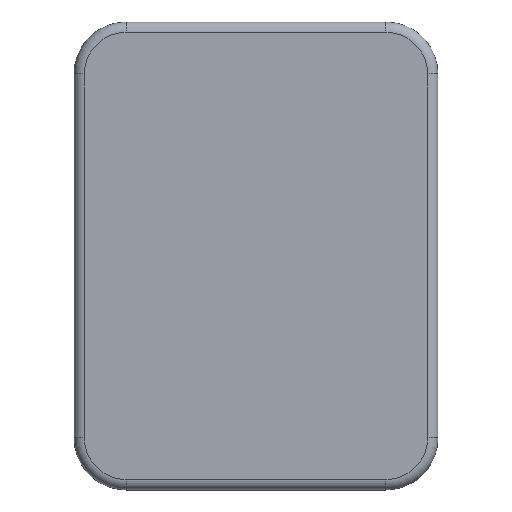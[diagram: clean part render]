
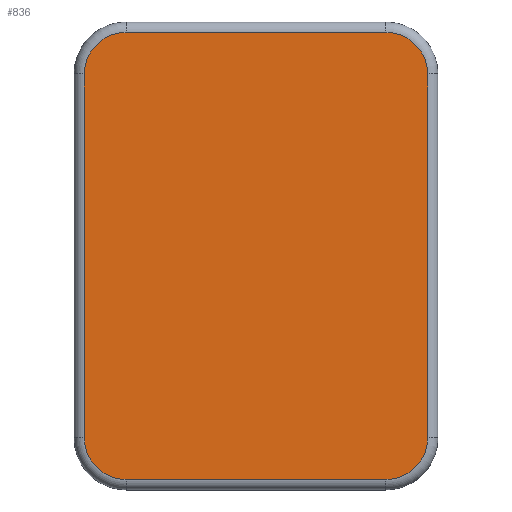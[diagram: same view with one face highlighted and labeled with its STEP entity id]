
A CAD part, top view. The second image highlights one B-rep face of the part: STEP entity #836.
In plain terms, the highlighted planar face has unit normal (0, 0, 1).
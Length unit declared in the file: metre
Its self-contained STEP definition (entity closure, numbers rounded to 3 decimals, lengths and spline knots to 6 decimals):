
#34=CIRCLE('',#920,0.008);
#35=CIRCLE('',#921,0.008);
#36=CIRCLE('',#922,0.008);
#37=CIRCLE('',#923,0.008);
#134=ORIENTED_EDGE('',*,*,#354,.T.);
#135=ORIENTED_EDGE('',*,*,#355,.T.);
#136=ORIENTED_EDGE('',*,*,#356,.T.);
#137=ORIENTED_EDGE('',*,*,#357,.T.);
#138=ORIENTED_EDGE('',*,*,#358,.T.);
#139=ORIENTED_EDGE('',*,*,#359,.T.);
#140=ORIENTED_EDGE('',*,*,#360,.T.);
#141=ORIENTED_EDGE('',*,*,#361,.T.);
#354=EDGE_CURVE('',#460,#461,#534,.T.);
#355=EDGE_CURVE('',#461,#462,#34,.T.);
#356=EDGE_CURVE('',#462,#463,#535,.T.);
#357=EDGE_CURVE('',#463,#464,#35,.T.);
#358=EDGE_CURVE('',#464,#465,#536,.F.);
#359=EDGE_CURVE('',#465,#466,#36,.T.);
#360=EDGE_CURVE('',#466,#467,#537,.F.);
#361=EDGE_CURVE('',#467,#460,#37,.T.);
#460=VERTEX_POINT('',#1364);
#461=VERTEX_POINT('',#1365);
#462=VERTEX_POINT('',#1367);
#463=VERTEX_POINT('',#1369);
#464=VERTEX_POINT('',#1371);
#465=VERTEX_POINT('',#1373);
#466=VERTEX_POINT('',#1375);
#467=VERTEX_POINT('',#1377);
#534=LINE('',#1363,#594);
#535=LINE('',#1368,#595);
#536=LINE('',#1372,#596);
#537=LINE('',#1376,#597);
#594=VECTOR('',#1071,1.);
#595=VECTOR('',#1074,1.);
#596=VECTOR('',#1077,1.);
#597=VECTOR('',#1080,1.);
#646=EDGE_LOOP('',(#134,#135,#136,#137,#138,#139,#140,#141));
#728=FACE_BOUND('',#646,.T.);
#806=PLANE('',#919);
#836=ADVANCED_FACE('',(#728),#806,.T.);
#919=AXIS2_PLACEMENT_3D('',#1362,#1069,#1070);
#920=AXIS2_PLACEMENT_3D('',#1366,#1072,#1073);
#921=AXIS2_PLACEMENT_3D('',#1370,#1075,#1076);
#922=AXIS2_PLACEMENT_3D('',#1374,#1078,#1079);
#923=AXIS2_PLACEMENT_3D('',#1378,#1081,#1082);
#1069=DIRECTION('',(0.,0.,1.));
#1070=DIRECTION('',(1.,0.,0.));
#1071=DIRECTION('',(-1.,0.,0.));
#1072=DIRECTION('',(0.,0.,1.));
#1073=DIRECTION('',(1.,0.,0.));
#1074=DIRECTION('',(0.,-1.,0.));
#1075=DIRECTION('',(0.,0.,1.));
#1076=DIRECTION('',(1.,0.,0.));
#1077=DIRECTION('',(-1.,0.,0.));
#1078=DIRECTION('',(0.,0.,1.));
#1079=DIRECTION('',(1.,0.,0.));
#1080=DIRECTION('',(0.,-1.,0.));
#1081=DIRECTION('',(0.,0.,1.));
#1082=DIRECTION('',(1.,0.,0.));
#1362=CARTESIAN_POINT('',(0.,0.,0.02));
#1363=CARTESIAN_POINT('',(-0.025,0.043,0.02));
#1364=CARTESIAN_POINT('',(0.025,0.043,0.02));
#1365=CARTESIAN_POINT('',(-0.025,0.043,0.02));
#1366=CARTESIAN_POINT('',(-0.025,0.035,0.02));
#1367=CARTESIAN_POINT('',(-0.033,0.035,0.02));
#1368=CARTESIAN_POINT('',(-0.033,-0.035,0.02));
#1369=CARTESIAN_POINT('',(-0.033,-0.035,0.02));
#1370=CARTESIAN_POINT('',(-0.025,-0.035,0.02));
#1371=CARTESIAN_POINT('',(-0.025,-0.043,0.02));
#1372=CARTESIAN_POINT('',(0.,-0.043,0.02));
#1373=CARTESIAN_POINT('',(0.025,-0.043,0.02));
#1374=CARTESIAN_POINT('',(0.025,-0.035,0.02));
#1375=CARTESIAN_POINT('',(0.033,-0.035,0.02));
#1376=CARTESIAN_POINT('',(0.033,0.,0.02));
#1377=CARTESIAN_POINT('',(0.033,0.035,0.02));
#1378=CARTESIAN_POINT('',(0.025,0.035,0.02));
